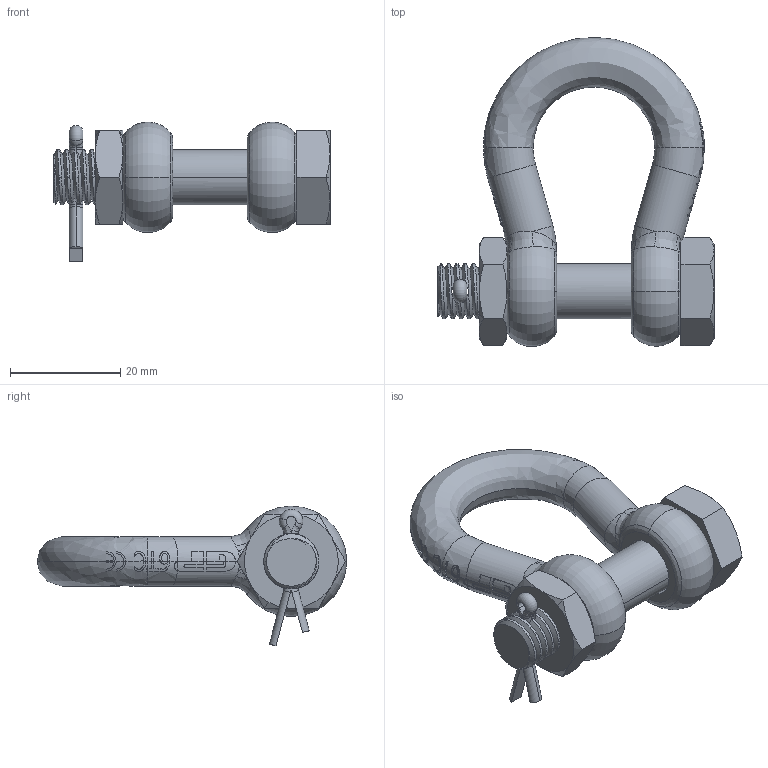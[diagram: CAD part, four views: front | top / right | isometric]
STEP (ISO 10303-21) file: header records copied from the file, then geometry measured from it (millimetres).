
FILE_DESCRIPTION(('STEP AP214'),'1');
FILE_NAME('gpghmb08.stp','2017-03-31T06:05:55',('TraceParts'),('TraceParts S.A.'),'Spatial InterOp 3D',' ',' ');
FILE_SCHEMA(('automotive_design'));
Length unit declared in the file: millimetre
Products named in the file (4): gpghmb08_1; gpghmb08_2; gpghmb08_3; gpghmb08_4
Bounding box: 50 x 56 x 25.31 mm (x, y, z)
Volume: 14380.9 mm3; surface area: 8206.8 mm2
Topology: 4 solids, 4 shells, 415 faces, 1150 edges, 717 vertices
Faces by surface type: bspline 174, plane 120, cylinder 84, cone 27, torus 10
Entity records: 22812 total; most frequent: CARTESIAN_POINT 13936, ORIENTED_EDGE 2248, DIRECTION 1271, EDGE_CURVE 1124, VERTEX_POINT 717, B_SPLINE_CURVE_WITH_KNOTS 484, AXIS2_PLACEMENT_3D 469, EDGE_LOOP 423
